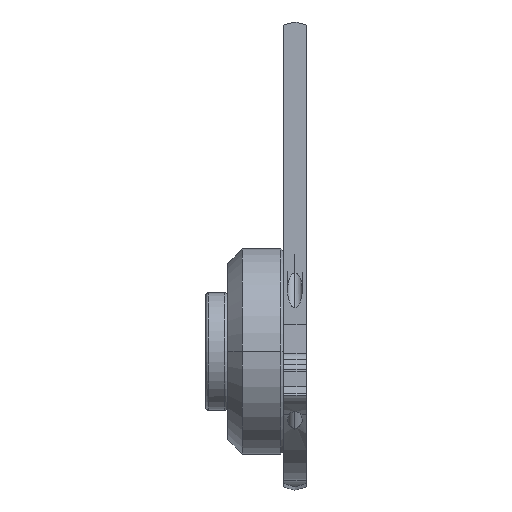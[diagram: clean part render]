
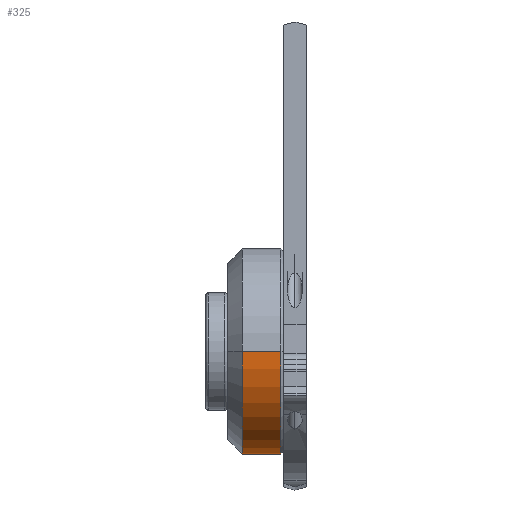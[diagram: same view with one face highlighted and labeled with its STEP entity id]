
A CAD part, top view. The second image highlights one B-rep face of the part: STEP entity #325.
In plain terms, the highlighted cylindrical face has radius 7 mm (diameter 14 mm), a partial arc.
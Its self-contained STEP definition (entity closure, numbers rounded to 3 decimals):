
#138=CYLINDRICAL_SURFACE('',#2209,7.);
#213=CIRCLE('',#2206,7.);
#214=CIRCLE('',#2208,7.);
#325=ADVANCED_FACE('',(#467),#138,.T.);
#467=FACE_OUTER_BOUND('',#571,.T.);
#571=EDGE_LOOP('',(#1041,#1042,#1043,#1044));
#1041=ORIENTED_EDGE('',*,*,#1604,.T.);
#1042=ORIENTED_EDGE('',*,*,#1603,.F.);
#1043=ORIENTED_EDGE('',*,*,#1605,.T.);
#1044=ORIENTED_EDGE('',*,*,#1606,.F.);
#1337=VERTEX_POINT('',#3889);
#1338=VERTEX_POINT('',#3891);
#1339=VERTEX_POINT('',#3897);
#1340=VERTEX_POINT('',#3899);
#1603=EDGE_CURVE('',#1338,#1337,#213,.T.);
#1604=EDGE_CURVE('',#1339,#1337,#1793,.T.);
#1605=EDGE_CURVE('',#1338,#1340,#1794,.T.);
#1606=EDGE_CURVE('',#1339,#1340,#214,.T.);
#1793=LINE('',#3896,#1943);
#1794=LINE('',#3898,#1944);
#1943=VECTOR('',#2720,1.);
#1944=VECTOR('',#2721,1.);
#2206=AXIS2_PLACEMENT_3D('',#3894,#2716,#2717);
#2208=AXIS2_PLACEMENT_3D('',#3900,#2722,#2723);
#2209=AXIS2_PLACEMENT_3D('',#3901,#2724,#2725);
#2716=DIRECTION('',(1.,0.,0.));
#2717=DIRECTION('',(0.,0.,1.));
#2720=DIRECTION('',(1.,0.,0.));
#2721=DIRECTION('',(-1.,0.,0.));
#2722=DIRECTION('',(-1.,0.,0.));
#2723=DIRECTION('',(0.,0.,-1.));
#2724=DIRECTION('',(1.,0.,0.));
#2725=DIRECTION('',(0.,0.,-1.));
#3889=CARTESIAN_POINT('',(-1.75,9.502,-81.55));
#3891=CARTESIAN_POINT('',(-1.75,9.502,-67.55));
#3894=CARTESIAN_POINT('',(-1.75,9.502,-74.55));
#3896=CARTESIAN_POINT('',(-4.35,9.502,-81.55));
#3897=CARTESIAN_POINT('',(-4.35,9.502,-81.55));
#3898=CARTESIAN_POINT('',(-1.75,9.502,-67.55));
#3899=CARTESIAN_POINT('',(-4.35,9.502,-67.55));
#3900=CARTESIAN_POINT('',(-4.35,9.502,-74.55));
#3901=CARTESIAN_POINT('',(-4.402,9.502,-74.55));
